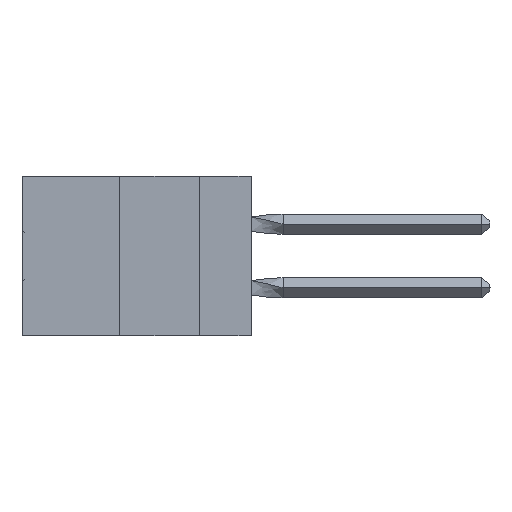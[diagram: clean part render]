
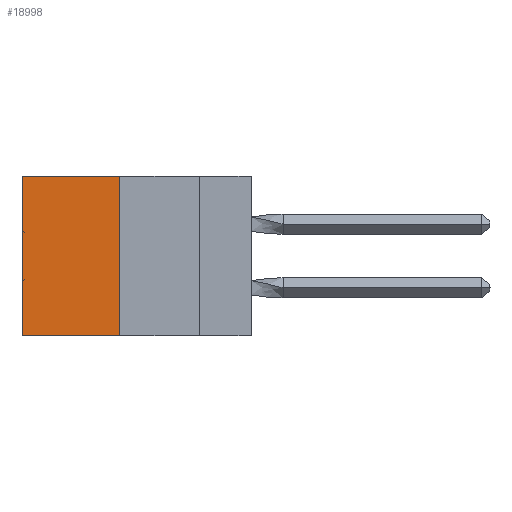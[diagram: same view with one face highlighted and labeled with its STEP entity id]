
A CAD part, left-side view. The second image highlights one B-rep face of the part: STEP entity #18998.
In plain terms, the highlighted planar face has unit normal (-1, 0, 0).
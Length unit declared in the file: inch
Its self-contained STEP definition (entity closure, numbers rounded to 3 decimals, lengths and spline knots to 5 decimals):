
#718 = ORIENTED_EDGE ( 'NONE', *, *, #32738, .F. ) ;
#7061 = DIRECTION ( 'NONE',  ( 0., 0., -1. ) ) ;
#9804 = LINE ( 'NONE', #37859, #41849 ) ;
#11012 = DIRECTION ( 'NONE',  ( 0., 1., 0. ) ) ;
#11059 = EDGE_LOOP ( 'NONE', ( #21393, #718, #47801, #32284 ) ) ;
#11493 = DIRECTION ( 'NONE',  ( 1., 0., 0. ) ) ;
#14218 = VECTOR ( 'NONE', #27565, 39.37008 ) ;
#14255 = VERTEX_POINT ( 'NONE', #32412 ) ;
#16022 = LINE ( 'NONE', #34308, #48689 ) ;
#16276 = LINE ( 'NONE', #30515, #39268 ) ;
#16902 = CARTESIAN_POINT ( 'NONE',  ( 0.305, 0.413, -0.5 ) ) ;
#17969 = EDGE_CURVE ( 'NONE', #14255, #45235, #16276, .T. ) ;
#18524 = DIRECTION ( 'NONE',  ( 0., 1., 0. ) ) ;
#18770 = CARTESIAN_POINT ( 'NONE',  ( 0.305, 0.72, -0.5 ) ) ;
#18998 = ADVANCED_FACE ( 'NONE', ( #19140 ), #26073, .F. ) ;
#19140 = FACE_OUTER_BOUND ( 'NONE', #11059, .T. ) ;
#21393 = ORIENTED_EDGE ( 'NONE', *, *, #17969, .T. ) ;
#26073 = PLANE ( 'NONE',  #38335 ) ;
#26407 = DIRECTION ( 'NONE',  ( 0., 0., -1. ) ) ;
#26713 = CARTESIAN_POINT ( 'NONE',  ( 0.305, 0.413, -0.5 ) ) ;
#27565 = DIRECTION ( 'NONE',  ( 0., 0., -1. ) ) ;
#30515 = CARTESIAN_POINT ( 'NONE',  ( 0.305, 0.72, -0.5 ) ) ;
#32284 = ORIENTED_EDGE ( 'NONE', *, *, #34415, .T. ) ;
#32408 = EDGE_CURVE ( 'NONE', #47329, #40801, #39683, .T. ) ;
#32412 = CARTESIAN_POINT ( 'NONE',  ( 0.305, 0.72, 0. ) ) ;
#32738 = EDGE_CURVE ( 'NONE', #40801, #45235, #16022, .T. ) ;
#33880 = CARTESIAN_POINT ( 'NONE',  ( 0.305, 0.413, 0. ) ) ;
#34308 = CARTESIAN_POINT ( 'NONE',  ( 0.305, 0.413, -0.5 ) ) ;
#34415 = EDGE_CURVE ( 'NONE', #47329, #14255, #9804, .T. ) ;
#37859 = CARTESIAN_POINT ( 'NONE',  ( 0.305, 0.413, 0. ) ) ;
#38335 = AXIS2_PLACEMENT_3D ( 'NONE', #26713, #11493, #26407 ) ;
#39268 = VECTOR ( 'NONE', #7061, 39.37008 ) ;
#39683 = LINE ( 'NONE', #46847, #14218 ) ;
#40801 = VERTEX_POINT ( 'NONE', #16902 ) ;
#41849 = VECTOR ( 'NONE', #18524, 39.37008 ) ;
#45235 = VERTEX_POINT ( 'NONE', #18770 ) ;
#46847 = CARTESIAN_POINT ( 'NONE',  ( 0.305, 0.413, -0.5 ) ) ;
#47329 = VERTEX_POINT ( 'NONE', #33880 ) ;
#47801 = ORIENTED_EDGE ( 'NONE', *, *, #32408, .F. ) ;
#48689 = VECTOR ( 'NONE', #11012, 39.37008 ) ;
